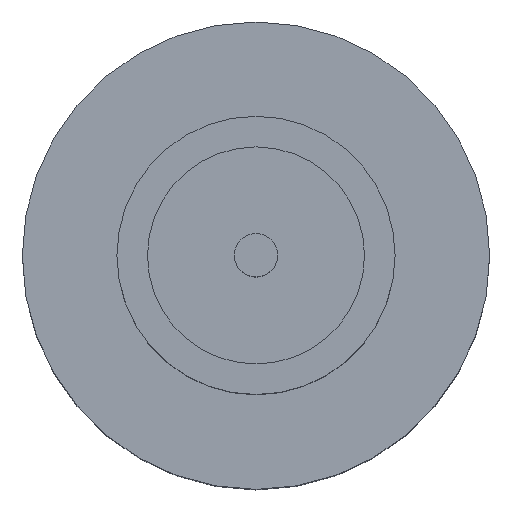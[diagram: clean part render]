
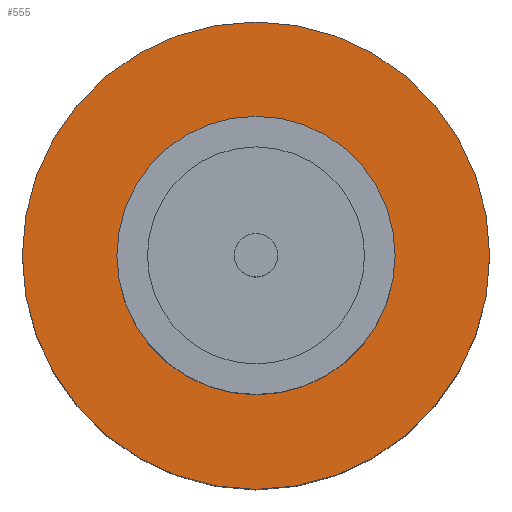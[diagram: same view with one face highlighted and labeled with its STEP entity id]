
A CAD part, top view. The second image highlights one B-rep face of the part: STEP entity #555.
In plain terms, the highlighted planar face has unit normal (0, 0, 1).
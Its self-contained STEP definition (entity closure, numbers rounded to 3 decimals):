
#1 = DIRECTION ( 'NONE',  ( 1., 0., 0. ) ) ;
#4 = CIRCLE ( 'NONE', #386, 1.25 ) ;
#25 = DIRECTION ( 'NONE',  ( 1., 0., 0. ) ) ;
#33 = DIRECTION ( 'NONE',  ( 0., 0., 1. ) ) ;
#41 = CARTESIAN_POINT ( 'NONE',  ( 0., 0., 1.55 ) ) ;
#57 = VERTEX_POINT ( 'NONE', #515 ) ;
#170 = DIRECTION ( 'NONE',  ( 1., 0., 0. ) ) ;
#207 = EDGE_LOOP ( 'NONE', ( #353, #251 ) ) ;
#241 = CARTESIAN_POINT ( 'NONE',  ( 0., 0., 1.55 ) ) ;
#251 = ORIENTED_EDGE ( 'NONE', *, *, #407, .T. ) ;
#253 = DIRECTION ( 'NONE',  ( 0., 0., 1. ) ) ;
#255 = AXIS2_PLACEMENT_3D ( 'NONE', #241, #767, #318 ) ;
#292 = CIRCLE ( 'NONE', #255, 1.25 ) ;
#298 = EDGE_CURVE ( 'NONE', #910, #743, #320, .T. ) ;
#309 = EDGE_CURVE ( 'NONE', #57, #821, #292, .T. ) ;
#318 = DIRECTION ( 'NONE',  ( 1., 0., 0. ) ) ;
#320 = CIRCLE ( 'NONE', #615, 2.1 ) ;
#353 = ORIENTED_EDGE ( 'NONE', *, *, #298, .T. ) ;
#386 = AXIS2_PLACEMENT_3D ( 'NONE', #536, #33, #25 ) ;
#407 = EDGE_CURVE ( 'NONE', #743, #910, #697, .T. ) ;
#471 = CARTESIAN_POINT ( 'NONE',  ( -2.1, 0., 1.55 ) ) ;
#472 = ORIENTED_EDGE ( 'NONE', *, *, #309, .F. ) ;
#515 = CARTESIAN_POINT ( 'NONE',  ( 1.25, 0., 1.55 ) ) ;
#536 = CARTESIAN_POINT ( 'NONE',  ( 0., 0., 1.55 ) ) ;
#539 = CARTESIAN_POINT ( 'NONE',  ( 2.1, 0., 1.55 ) ) ;
#542 = CARTESIAN_POINT ( 'NONE',  ( -1.25, 0., 1.55 ) ) ;
#543 = DIRECTION ( 'NONE',  ( 0., 0., 1. ) ) ;
#555 = ADVANCED_FACE ( 'NONE', ( #805, #796 ), #875, .T. ) ;
#607 = AXIS2_PLACEMENT_3D ( 'NONE', #856, #253, #782 ) ;
#615 = AXIS2_PLACEMENT_3D ( 'NONE', #41, #543, #170 ) ;
#629 = AXIS2_PLACEMENT_3D ( 'NONE', #795, #801, #1 ) ;
#697 = CIRCLE ( 'NONE', #607, 2.1 ) ;
#719 = EDGE_LOOP ( 'NONE', ( #472, #876 ) ) ;
#725 = EDGE_CURVE ( 'NONE', #821, #57, #4, .T. ) ;
#743 = VERTEX_POINT ( 'NONE', #539 ) ;
#767 = DIRECTION ( 'NONE',  ( 0., 0., 1. ) ) ;
#782 = DIRECTION ( 'NONE',  ( 1., 0., 0. ) ) ;
#795 = CARTESIAN_POINT ( 'NONE',  ( 0., 0., 1.55 ) ) ;
#796 = FACE_OUTER_BOUND ( 'NONE', #207, .T. ) ;
#801 = DIRECTION ( 'NONE',  ( 0., 0., 1. ) ) ;
#805 = FACE_BOUND ( 'NONE', #719, .T. ) ;
#821 = VERTEX_POINT ( 'NONE', #542 ) ;
#856 = CARTESIAN_POINT ( 'NONE',  ( 0., 0., 1.55 ) ) ;
#875 = PLANE ( 'NONE',  #629 ) ;
#876 = ORIENTED_EDGE ( 'NONE', *, *, #725, .F. ) ;
#910 = VERTEX_POINT ( 'NONE', #471 ) ;
